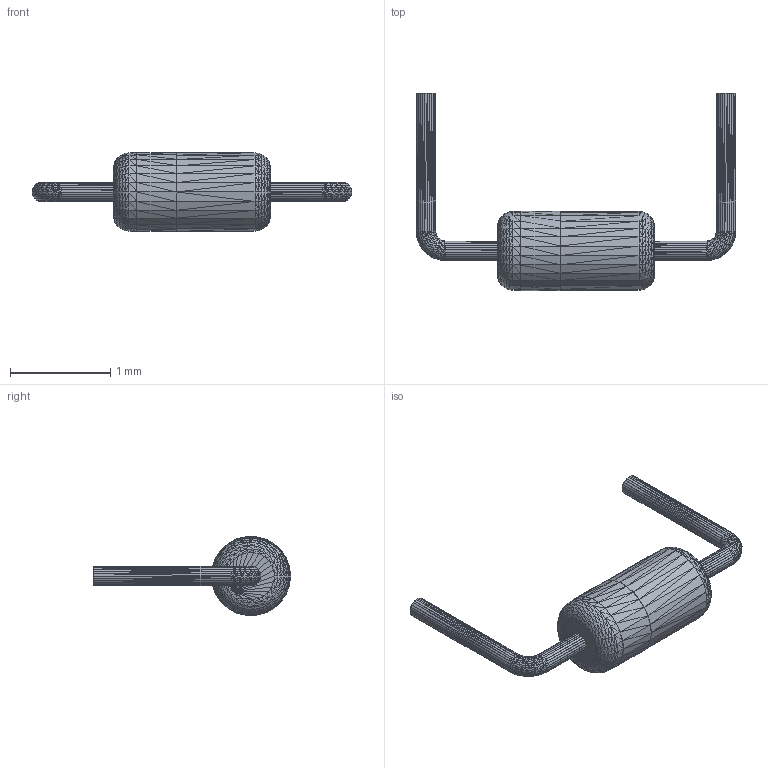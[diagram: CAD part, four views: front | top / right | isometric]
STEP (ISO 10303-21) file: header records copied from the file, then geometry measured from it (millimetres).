
FILE_DESCRIPTION((''),'2;1');
FILE_NAME('D_DO-35_SOD27_P7.62mm_Horizontal', '2025-03-18T11:57:23', (''), (''), 'ImageToStl.com STEP Converter','', '');
FILE_SCHEMA(('AUTOMOTIVE_DESIGN_CC2'));
Length unit declared in the file: metre
Products named in the file (16): product0; product1; product2; product3; product4; product5; product6; product7; product8; product9; product10; product11; product12; product13; product14; product15
Bounding box: 3.2 x 1.97 x 0.79 mm (x, y, z)
Surface area: 8.3 mm2 (no closed solid volume)
Topology: 0 solids, 1968 shells, 1968 faces, 5904 edges, 1352 vertices
Faces by surface type: plane 1968
Entity records: 46526 total; most frequent: DIRECTION 9842, ORIENTED_EDGE 5904, EDGE_CURVE 5904, LINE 5904, VECTOR 5904, AXIS2_PLACEMENT_3D 1969, FACE_SURFACE 1968, PLANE 1968
